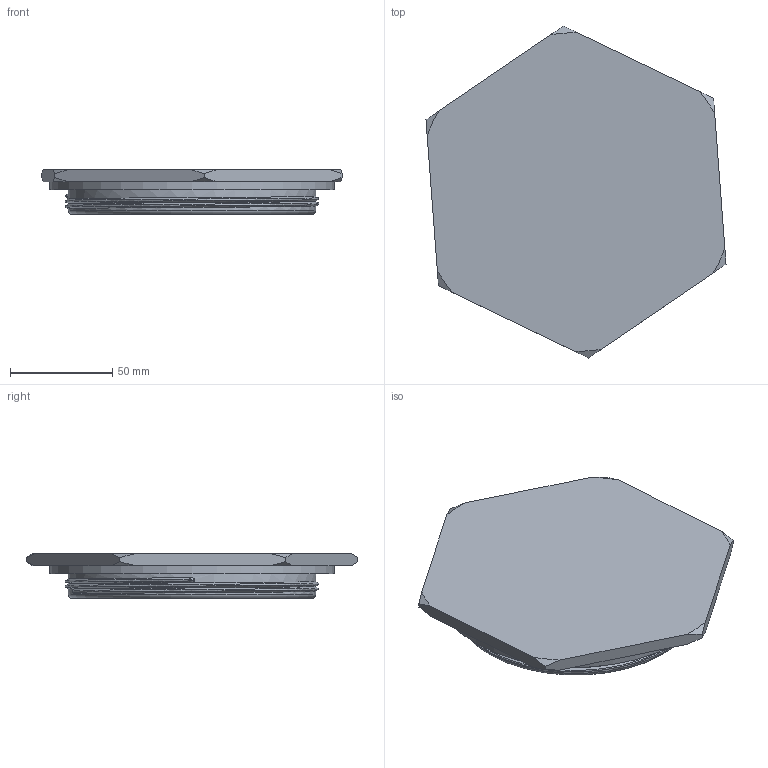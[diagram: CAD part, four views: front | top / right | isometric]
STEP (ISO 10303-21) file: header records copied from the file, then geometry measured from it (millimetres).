
FILE_DESCRIPTION(/* description */ (''),/* implementation_level */ '2;1');
FILE_NAME(/* name */ 'Lid V1.2.step',/* time_stamp */ '2024-07-12T11:06:01+02:00',/* author */ (''),/* organization */ (''),/* preprocessor_version */ 'ST-DEVELOPER v20',/* originating_system */ 'Autodesk Translation Framework v13.14.0.145',/* authorisation */ '');
FILE_SCHEMA (('AUTOMOTIVE_DESIGN { 1 0 10303 214 3 1 1 }'));
Length unit declared in the file: millimetre
Products named in the file (1): Lid V1.2
Bounding box: 146.71 x 162.35 x 22 mm (x, y, z)
Volume: 137934.1 mm3; surface area: 53671.1 mm2
Topology: 1 solids, 1 shells, 46 faces, 111 edges, 70 vertices
Faces by surface type: cone 14, plane 13, bspline 11, cylinder 6, torus 2
Full cylindrical faces by diameter (mm): 112 x1, 121 x2, 139 x1
Entity records: 2272 total; most frequent: CARTESIAN_POINT 1307, ORIENTED_EDGE 218, DIRECTION 159, EDGE_CURVE 109, VERTEX_POINT 70, AXIS2_PLACEMENT_3D 66, EDGE_LOOP 51, FACE_OUTER_BOUND 46
